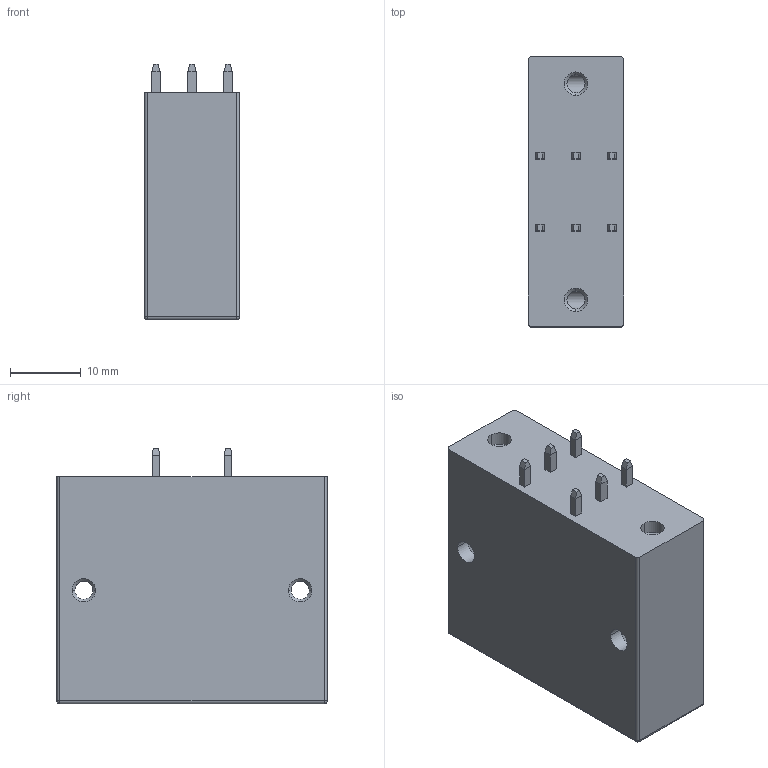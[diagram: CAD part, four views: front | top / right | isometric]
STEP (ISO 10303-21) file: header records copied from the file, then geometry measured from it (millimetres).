
FILE_DESCRIPTION((''),'2;1');
FILE_NAME('TLPHW-800V-XXP-X','2024-09-10T14:22:54',('yanfa'),(''),'CREO PARAMETRIC BY PTC INC, 2018100','CREO PARAMETRIC BY PTC INC, 2018100','');
FILE_SCHEMA(('AUTOMOTIVE_DESIGN { 1 0 10303 214 1 1 1 1 }'));
Length unit declared in the file: millimetre
Products named in the file (1): TLPHW-800V-XXP-X
Bounding box: 13.4 x 38.08 x 36 mm (x, y, z)
Volume: 14092.4 mm3; surface area: 5986.3 mm2
Topology: 1 solids, 1 shells, 178 faces, 428 edges, 264 vertices
Faces by surface type: plane 98, cylinder 60, cone 14, sphere 4, bspline 2
Entity records: 5362 total; most frequent: CARTESIAN_POINT 1067, DIRECTION 877, ORIENTED_EDGE 856, EDGE_CURVE 428, VECTOR 296, LINE 296, AXIS2_PLACEMENT_3D 289, VERTEX_POINT 264
